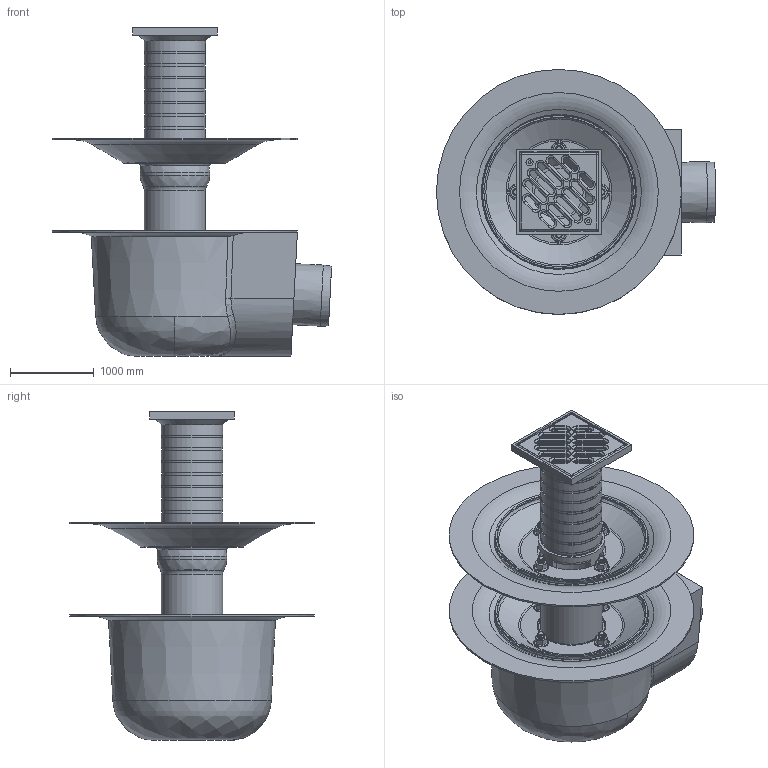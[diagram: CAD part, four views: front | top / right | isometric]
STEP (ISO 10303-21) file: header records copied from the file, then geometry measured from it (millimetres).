
FILE_DESCRIPTION(/* description */ (''),/* implementation_level */ '2;1');
FILE_NAME(/* name */ '19265.070X_3D.stp',/* time_stamp */ '2024-12-12T07:53:41+01:00',/* author */ ('CAD'),/* organization */ (''),/* preprocessor_version */ 'ST-DEVELOPER v20',/* originating_system */ 'AutoCAD Mechanical',/* authorisation */ '');
FILE_SCHEMA (('AUTOMOTIVE_DESIGN { 1 0 10303 214 3 1 1 }'));
Length unit declared in the file: centimetre
Products named in the file (1): Product
Bounding box: 3327.52 x 2920 x 3920 mm (x, y, z)
Volume: 4091644103.1 mm3; surface area: 103242813.1 mm2
Topology: 35 solids, 35 shells, 872 faces, 1925 edges, 1160 vertices
Faces by surface type: plane 267, cone 260, cylinder 223, torus 91, bspline 20, sphere 11
Full cylindrical faces by diameter (mm): 35 x2, 66.47 x8, 80 x8, 85 x2, 110 x8, 706 x1, 720 x8, 730 x13, 734 x1, 756 x3, 759 x1, 783 x1, 800 x1, 808 x2, 809 x1, 810 x2, 820 x2, 832 x1, 833 x1, 990 x2, 1030 x2, 1170 x1, 1200 x3, 2920 x2
Entity records: 26264 total; most frequent: CARTESIAN_POINT 6617, DIRECTION 4348, ORIENTED_EDGE 3846, EDGE_CURVE 1923, AXIS2_PLACEMENT_3D 1797, VERTEX_POINT 1162, EDGE_LOOP 1005, CIRCLE 940
